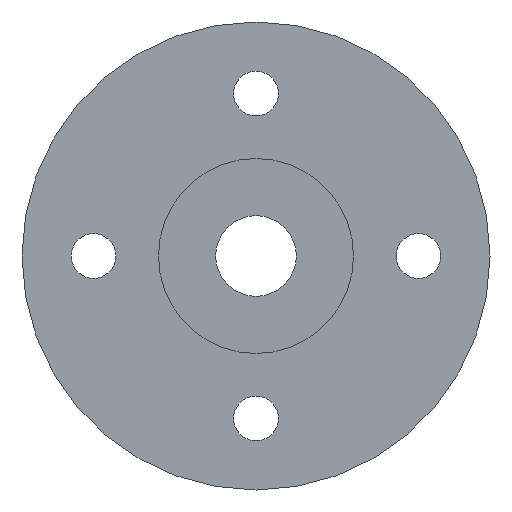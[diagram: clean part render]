
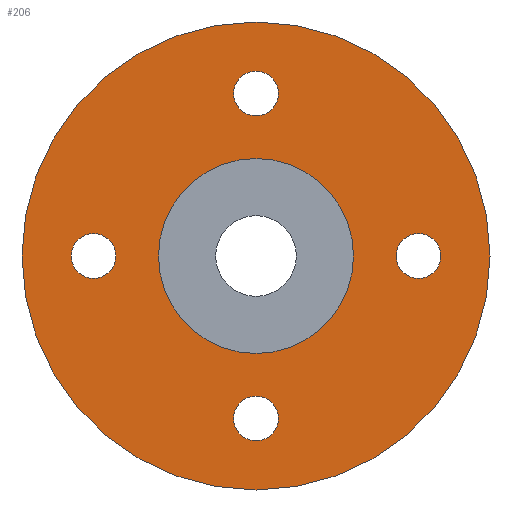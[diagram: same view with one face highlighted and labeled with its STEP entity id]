
A CAD part, left-side view. The second image highlights one B-rep face of the part: STEP entity #206.
In plain terms, the highlighted planar face has unit normal (-1, 0, 0).
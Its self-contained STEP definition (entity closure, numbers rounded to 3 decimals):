
#22=FACE_BOUND('',#62,.T.);
#23=FACE_BOUND('',#63,.T.);
#24=FACE_BOUND('',#64,.T.);
#25=FACE_BOUND('',#65,.T.);
#26=FACE_BOUND('',#66,.T.);
#30=PLANE('',#257);
#42=FACE_OUTER_BOUND('',#61,.T.);
#61=EDGE_LOOP('',(#181));
#62=EDGE_LOOP('',(#182));
#63=EDGE_LOOP('',(#183));
#64=EDGE_LOOP('',(#184));
#65=EDGE_LOOP('',(#185));
#66=EDGE_LOOP('',(#186));
#85=CIRCLE('',#234,5.);
#88=CIRCLE('',#239,1.15);
#90=CIRCLE('',#242,1.15);
#92=CIRCLE('',#245,1.15);
#94=CIRCLE('',#248,1.15);
#98=CIRCLE('',#255,12.);
#101=VERTEX_POINT('',#332);
#104=VERTEX_POINT('',#341);
#106=VERTEX_POINT('',#347);
#108=VERTEX_POINT('',#353);
#110=VERTEX_POINT('',#359);
#114=VERTEX_POINT('',#372);
#118=EDGE_CURVE('',#101,#101,#85,.T.);
#123=EDGE_CURVE('',#104,#104,#88,.T.);
#126=EDGE_CURVE('',#106,#106,#90,.T.);
#129=EDGE_CURVE('',#108,#108,#92,.T.);
#132=EDGE_CURVE('',#110,#110,#94,.T.);
#138=EDGE_CURVE('',#114,#114,#98,.T.);
#181=ORIENTED_EDGE('',*,*,#138,.F.);
#182=ORIENTED_EDGE('',*,*,#118,.T.);
#183=ORIENTED_EDGE('',*,*,#123,.T.);
#184=ORIENTED_EDGE('',*,*,#126,.T.);
#185=ORIENTED_EDGE('',*,*,#129,.T.);
#186=ORIENTED_EDGE('',*,*,#132,.T.);
#206=ADVANCED_FACE('',(#42,#22,#23,#24,#25,#26),#30,.F.);
#234=AXIS2_PLACEMENT_3D('',#333,#269,#270);
#239=AXIS2_PLACEMENT_3D('',#343,#281,#282);
#242=AXIS2_PLACEMENT_3D('',#349,#288,#289);
#245=AXIS2_PLACEMENT_3D('',#355,#295,#296);
#248=AXIS2_PLACEMENT_3D('',#361,#302,#303);
#255=AXIS2_PLACEMENT_3D('',#374,#318,#319);
#257=AXIS2_PLACEMENT_3D('',#376,#322,#323);
#269=DIRECTION('center_axis',(1.,0.,0.));
#270=DIRECTION('ref_axis',(0.,0.,1.));
#281=DIRECTION('center_axis',(1.,0.,0.));
#282=DIRECTION('ref_axis',(0.,0.,-1.));
#288=DIRECTION('center_axis',(1.,0.,0.));
#289=DIRECTION('ref_axis',(0.,0.,-1.));
#295=DIRECTION('center_axis',(1.,0.,0.));
#296=DIRECTION('ref_axis',(0.,0.,-1.));
#302=DIRECTION('center_axis',(1.,0.,0.));
#303=DIRECTION('ref_axis',(0.,0.,-1.));
#318=DIRECTION('center_axis',(1.,0.,0.));
#319=DIRECTION('ref_axis',(0.,1.,0.));
#322=DIRECTION('center_axis',(1.,0.,0.));
#323=DIRECTION('ref_axis',(0.,0.,-1.));
#332=CARTESIAN_POINT('',(0.,0.,-5.));
#333=CARTESIAN_POINT('Origin',(0.,0.,0.));
#341=CARTESIAN_POINT('',(0.,8.33,1.15));
#343=CARTESIAN_POINT('Origin',(0.,8.33,0.));
#347=CARTESIAN_POINT('',(0.,0.,9.48));
#349=CARTESIAN_POINT('Origin',(0.,0.,8.33));
#353=CARTESIAN_POINT('',(0.,0.,-7.18));
#355=CARTESIAN_POINT('Origin',(0.,0.,-8.33));
#359=CARTESIAN_POINT('',(0.,-8.33,1.15));
#361=CARTESIAN_POINT('Origin',(0.,-8.33,0.));
#372=CARTESIAN_POINT('',(0.,-12.,0.));
#374=CARTESIAN_POINT('Origin',(0.,0.,0.));
#376=CARTESIAN_POINT('Origin',(0.,0.,0.));
